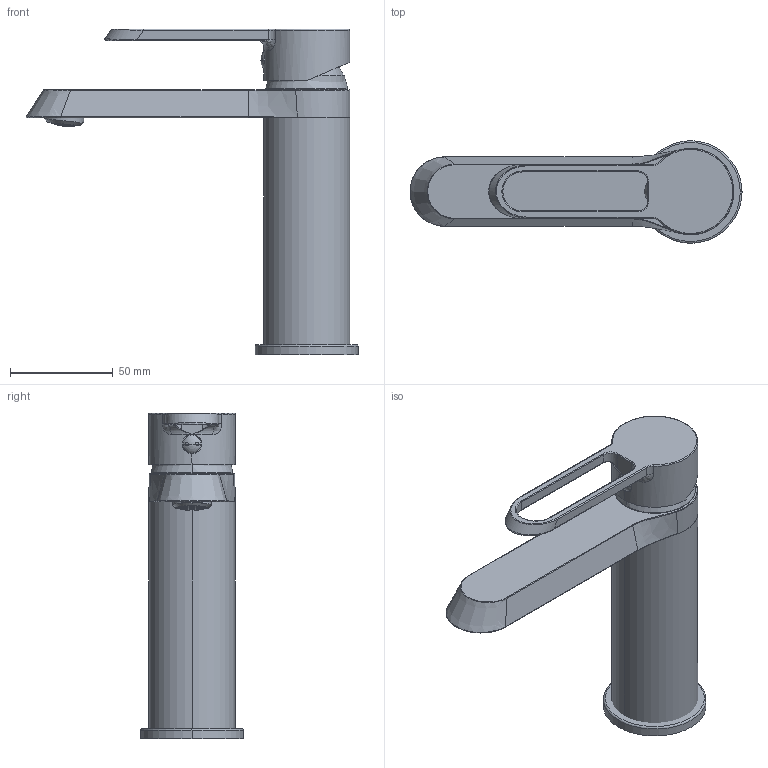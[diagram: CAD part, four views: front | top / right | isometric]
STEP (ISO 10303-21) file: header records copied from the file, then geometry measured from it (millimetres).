
FILE_DESCRIPTION((''),'2;1');
FILE_NAME('M11803-328C_ASM','2022-08-24T11:11:40',('Administrator'),(''),'CREO PARAMETRIC BY PTC INC, 2018050','CREO PARAMETRIC BY PTC INC, 2018050','');
FILE_SCHEMA(('CONFIG_CONTROL_DESIGN'));
Length unit declared in the file: millimetre
Products named in the file (10): PRT0040; P37041; P01332; S38052; PRT0001; _100; H328; P03146; P21018; M11803-328C_ASM
Assembly tree (9 placements, depth 2):
  M11803-328C_ASM
    PRT0040
    P37041
    P01332
    S38052
    PRT0001
    _100
    H328
    P03146
    P21018
Bounding box: 161.75 x 50 x 158.6 mm (x, y, z)
Volume: 104167.3 mm3; surface area: 92430.6 mm2
Topology: 10 solids, 16 shells, 1627 faces, 4661 edges, 3055 vertices
Faces by surface type: cylinder 910, plane 598, cone 40, bspline 39, torus 32, sphere 8
Entity records: 71075 total; most frequent: CARTESIAN_POINT 29152, ORIENTED_EDGE 9298, DIRECTION 7139, EDGE_CURVE 4659, VERTEX_POINT 3055, EDGE_LOOP 2502, AXIS2_PLACEMENT_3D 2485, VECTOR 2169
